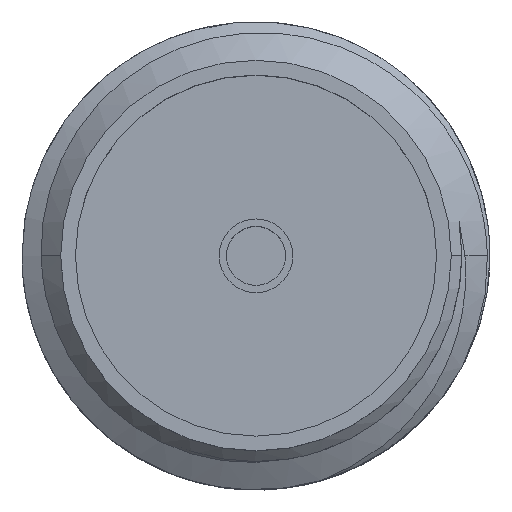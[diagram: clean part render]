
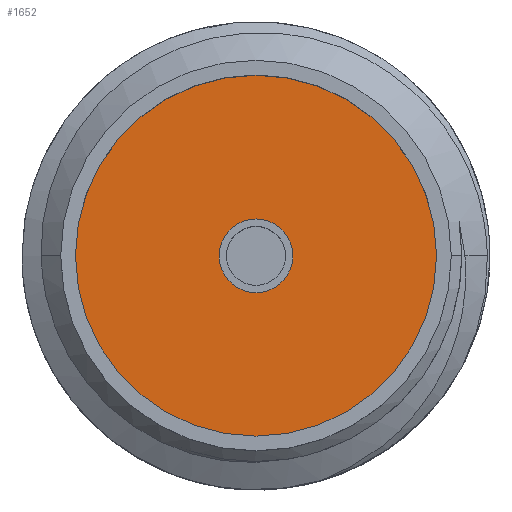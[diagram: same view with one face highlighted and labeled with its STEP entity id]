
A CAD part, top view. The second image highlights one B-rep face of the part: STEP entity #1652.
In plain terms, the highlighted planar face has unit normal (0, 0, 1).
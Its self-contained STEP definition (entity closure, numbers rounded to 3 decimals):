
#19 = CARTESIAN_POINT ( 'NONE',  ( 0., 0.125, 5.025 ) ) ;
#33 = DIRECTION ( 'NONE',  ( 1., 0., 0. ) ) ;
#108 = ORIENTED_EDGE ( 'NONE', *, *, #4742, .T. ) ;
#640 = CIRCLE ( 'NONE', #1792, 2.45 ) ;
#692 = VERTEX_POINT ( 'NONE', #5066 ) ;
#735 = VERTEX_POINT ( 'NONE', #3390 ) ;
#778 = AXIS2_PLACEMENT_3D ( 'NONE', #1339, #1739, #3434 ) ;
#795 = ORIENTED_EDGE ( 'NONE', *, *, #2637, .T. ) ;
#798 = DIRECTION ( 'NONE',  ( 0., 0., 1. ) ) ;
#938 = AXIS2_PLACEMENT_3D ( 'NONE', #19, #798, #1616 ) ;
#1320 = CIRCLE ( 'NONE', #938, 0.5 ) ;
#1339 = CARTESIAN_POINT ( 'NONE',  ( 0., 0.125, 5.025 ) ) ;
#1409 = FACE_OUTER_BOUND ( 'NONE', #2836, .T. ) ;
#1581 = CARTESIAN_POINT ( 'NONE',  ( 0., 0.125, 5.025 ) ) ;
#1616 = DIRECTION ( 'NONE',  ( 1., 0., 0. ) ) ;
#1652 = ADVANCED_FACE ( 'NONE', ( #4465, #1409 ), #3414, .T. ) ;
#1662 = AXIS2_PLACEMENT_3D ( 'NONE', #2427, #2499, #33 ) ;
#1682 = ORIENTED_EDGE ( 'NONE', *, *, #3146, .F. ) ;
#1739 = DIRECTION ( 'NONE',  ( 0., 0., 1. ) ) ;
#1792 = AXIS2_PLACEMENT_3D ( 'NONE', #1581, #4405, #1969 ) ;
#1969 = DIRECTION ( 'NONE',  ( 1., 0., 0. ) ) ;
#2427 = CARTESIAN_POINT ( 'NONE',  ( 0., 0.125, 5.025 ) ) ;
#2444 = AXIS2_PLACEMENT_3D ( 'NONE', #4404, #3995, #2746 ) ;
#2499 = DIRECTION ( 'NONE',  ( 0., 0., 1. ) ) ;
#2579 = VERTEX_POINT ( 'NONE', #4441 ) ;
#2637 = EDGE_CURVE ( 'NONE', #2579, #735, #640, .T. ) ;
#2746 = DIRECTION ( 'NONE',  ( 1., 0., 0. ) ) ;
#2836 = EDGE_LOOP ( 'NONE', ( #795, #108 ) ) ;
#3049 = EDGE_LOOP ( 'NONE', ( #1682, #5029 ) ) ;
#3146 = EDGE_CURVE ( 'NONE', #4836, #692, #5161, .T. ) ;
#3390 = CARTESIAN_POINT ( 'NONE',  ( -2.45, 0.125, 5.025 ) ) ;
#3414 = PLANE ( 'NONE',  #778 ) ;
#3426 = CIRCLE ( 'NONE', #2444, 2.45 ) ;
#3434 = DIRECTION ( 'NONE',  ( 1., 0., 0. ) ) ;
#3995 = DIRECTION ( 'NONE',  ( 0., 0., 1. ) ) ;
#4404 = CARTESIAN_POINT ( 'NONE',  ( 0., 0.125, 5.025 ) ) ;
#4405 = DIRECTION ( 'NONE',  ( 0., 0., 1. ) ) ;
#4441 = CARTESIAN_POINT ( 'NONE',  ( 2.45, 0.125, 5.025 ) ) ;
#4465 = FACE_BOUND ( 'NONE', #3049, .T. ) ;
#4491 = CARTESIAN_POINT ( 'NONE',  ( 0.5, 0.125, 5.025 ) ) ;
#4742 = EDGE_CURVE ( 'NONE', #735, #2579, #3426, .T. ) ;
#4774 = EDGE_CURVE ( 'NONE', #692, #4836, #1320, .T. ) ;
#4836 = VERTEX_POINT ( 'NONE', #4491 ) ;
#5029 = ORIENTED_EDGE ( 'NONE', *, *, #4774, .F. ) ;
#5066 = CARTESIAN_POINT ( 'NONE',  ( -0.5, 0.125, 5.025 ) ) ;
#5161 = CIRCLE ( 'NONE', #1662, 0.5 ) ;
